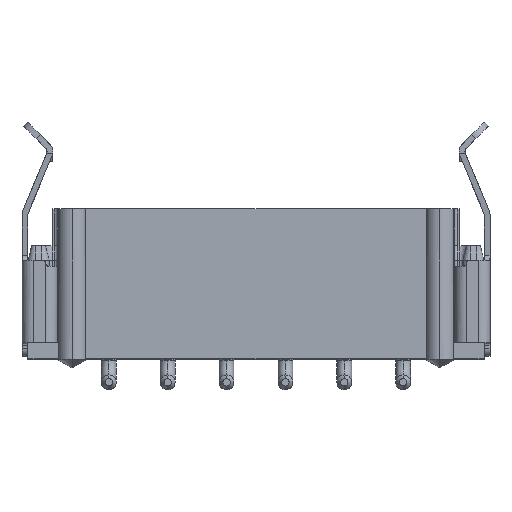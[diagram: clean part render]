
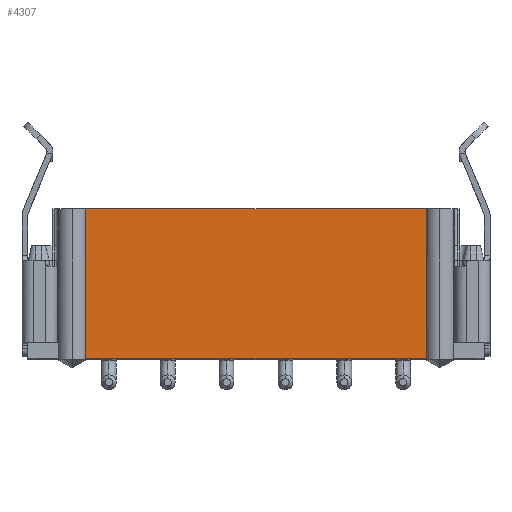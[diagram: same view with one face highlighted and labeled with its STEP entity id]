
A CAD part, top view. The second image highlights one B-rep face of the part: STEP entity #4307.
In plain terms, the highlighted planar face has unit normal (0, 0, 1).
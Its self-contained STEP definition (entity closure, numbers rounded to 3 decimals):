
#37=DIRECTION('',(1.,0.,0.));
#38=VECTOR('',#37,11.583);
#39=CARTESIAN_POINT('',(-5.792,0.,1.775));
#40=LINE('',#39,#38);
#409=DIRECTION('',(1.,0.,0.));
#410=VECTOR('',#409,11.583);
#411=CARTESIAN_POINT('',(-5.792,5.1,1.775));
#412=LINE('',#411,#410);
#1371=DIRECTION('',(0.,-1.,0.));
#1372=VECTOR('',#1371,5.1);
#1373=CARTESIAN_POINT('',(-5.792,5.1,1.775));
#1374=LINE('',#1373,#1372);
#1378=DIRECTION('',(0.,1.,0.));
#1379=VECTOR('',#1378,5.1);
#1380=CARTESIAN_POINT('',(5.792,0.,1.775));
#1381=LINE('',#1380,#1379);
#2794=CARTESIAN_POINT('',(5.792,0.,1.775));
#2796=VERTEX_POINT('',#2794);
#2801=CARTESIAN_POINT('',(5.792,5.1,1.775));
#2802=VERTEX_POINT('',#2801);
#2824=CARTESIAN_POINT('',(-5.792,0.,1.775));
#2826=VERTEX_POINT('',#2824);
#2831=CARTESIAN_POINT('',(-5.792,5.1,1.775));
#2832=VERTEX_POINT('',#2831);
#4294=CARTESIAN_POINT('',(-6.75,0.,1.775));
#4295=DIRECTION('',(0.,0.,1.));
#4296=DIRECTION('',(1.,0.,0.));
#4297=AXIS2_PLACEMENT_3D('',#4294,#4295,#4296);
#4298=PLANE('',#4297);
#4300=ORIENTED_EDGE('',*,*,#4299,.F.);
#4301=ORIENTED_EDGE('',*,*,#3512,.T.);
#4303=ORIENTED_EDGE('',*,*,#4302,.F.);
#4304=ORIENTED_EDGE('',*,*,#3244,.F.);
#4305=EDGE_LOOP('',(#4300,#4301,#4303,#4304));
#4306=FACE_OUTER_BOUND('',#4305,.F.);
#3244=EDGE_CURVE('',#2826,#2796,#40,.T.);
#3512=EDGE_CURVE('',#2832,#2802,#412,.T.);
#4299=EDGE_CURVE('',#2832,#2826,#1374,.T.);
#4302=EDGE_CURVE('',#2796,#2802,#1381,.T.);
#4307=ADVANCED_FACE('',(#4306),#4298,.T.);
